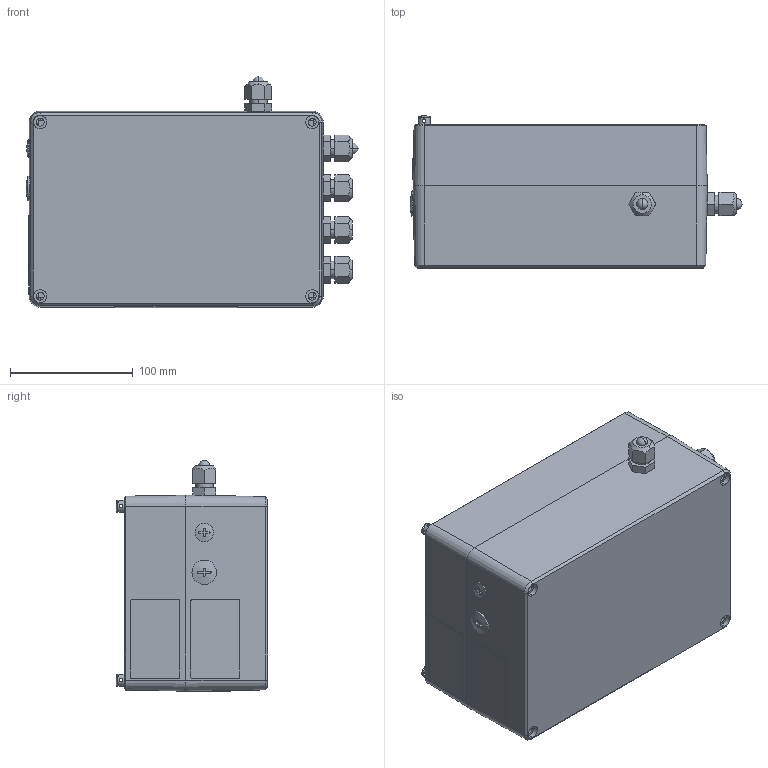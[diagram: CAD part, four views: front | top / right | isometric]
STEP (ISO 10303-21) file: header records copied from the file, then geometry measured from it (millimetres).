
FILE_DESCRIPTION (( 'STEP AP214' ), '1' );
FILE_NAME ('MSMAINDISP2_352024.STEP', '2015-02-26T09:59:05', ( 'Admin1' ), ( '' ), 'SwSTEP 2.0', 'SolidWorks 2014', '' );
FILE_SCHEMA (( 'AUTOMOTIVE_DESIGN' ));
Length unit declared in the file: millimetre
Products named in the file (1): MSMAINDISP2_352024
Bounding box: 270.95 x 123.99 x 188.82 mm (x, y, z)
Surface area: 207368.4 mm2 (no closed solid volume)
Topology: 0 solids, 128 shells, 915 faces, 4644 edges, 3781 vertices
Faces by surface type: plane 651, bspline 109, cylinder 109, cone 42, sphere 4
Entity records: 71671 total; most frequent: CARTESIAN_POINT 28548, ORIENTED_EDGE 6195, DIRECTION 5396, EDGE_CURVE 4634, VERTEX_POINT 3777, VECTOR 2956, LINE 2956, B_SPLINE_CURVE_WITH_KNOTS 1243
